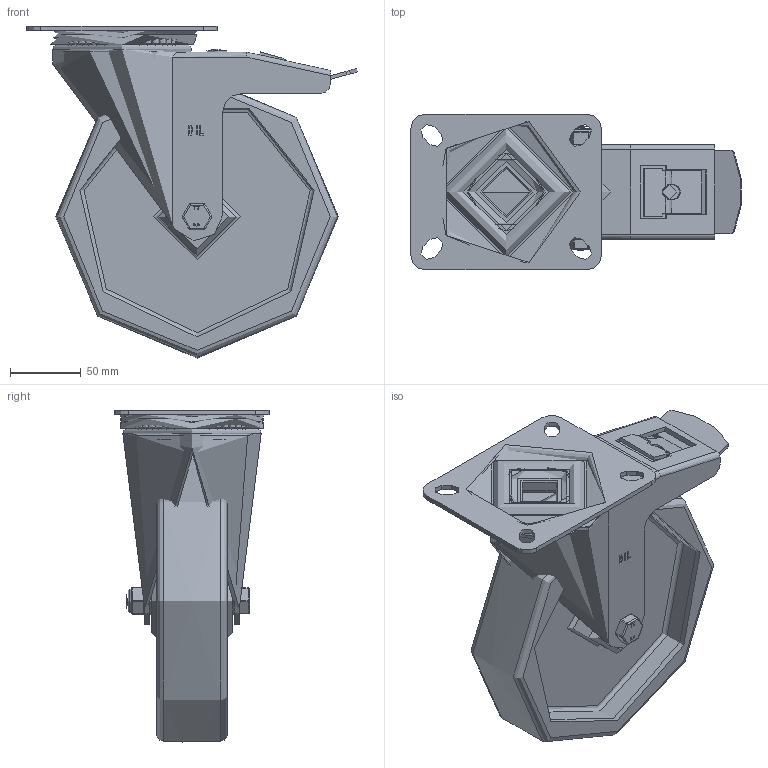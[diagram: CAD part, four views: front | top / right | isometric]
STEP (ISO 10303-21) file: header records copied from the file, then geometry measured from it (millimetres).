
FILE_DESCRIPTION(/* description */ ('','CAx-IF Rec.Pracs.---Representation and Presentation of Product Manufacturing Information (PMI)---4.0---2014-10-13'),/* implementation_level */ '2;1');
FILE_NAME(/* name */ 'BZMM200PNBSWB.step',/* time_stamp */ '2024-12-16T14:41:35Z',/* author */ (''),/* organization */ (''),/* preprocessor_version */ 'ST-DEVELOPER v20',/* originating_system */ 'Autodesk Translation Framework v13.20.0.188',/* authorisation */ '');
FILE_SCHEMA (('AP242_MANAGED_MODEL_BASED_3D_ENGINEERING_MIM_LF { 1 0 10303 442 1 1 4 }'));
Length unit declared in the file: millimetre
Products named in the file (31): BZMM200PNBSWB; BZMM200ASSWB v1; ZINC PLATED, PRESSED STEEL TOP PLATE; ZINC PLATED, PRESSED STEEL TOP PLATE Geometry; BALL BEARINGS; Component1; ZINC PLATED, PRESSED STEEL FORKS; BEARING SEAL; ZINC PLATED, PRESSED STEEL BRAKE PEDAL; BRAKE PAD; BRAKE PAD Geometry; BOLT; NUT; BRAKE BOLT; BZH200WPNRB v3; NYLON RIM; POLYURETHANE TYRE; RBM20X30X50 v1; NYLON ROLLER BEARING; NYLON CAGE; RIBS; Component5; CAP; TUBEM20X60 v1; ZINC PLATED STEEL TUBE; HEXBOLTM12X80Z8.8 v2; GRADE 8.8 ZINC PLATED BOLT; NYLOCM12Z v1; NYLOC NUT; NUT (1); RUBBER
Assembly tree (78 placements, depth 6):
  BZMM200PNBSWB
    BZMM200ASSWB v1
      ZINC PLATED, PRESSED STEEL TOP PLATE
        ZINC PLATED, PRESSED STEEL TOP PLATE Geometry
        BALL BEARINGS
          Component1  x40
      ZINC PLATED, PRESSED STEEL FORKS
      BEARING SEAL
      ZINC PLATED, PRESSED STEEL BRAKE PEDAL
      BRAKE PAD
        BRAKE PAD Geometry
        BOLT
        NUT
        BRAKE BOLT
    BZH200WPNRB v3
      NYLON RIM
      POLYURETHANE TYRE
      RBM20X30X50 v1
        NYLON ROLLER BEARING
          NYLON CAGE
          RIBS
            Component5  x10
      CAP
    TUBEM20X60 v1
      ZINC PLATED STEEL TUBE
    HEXBOLTM12X80Z8.8 v2
      GRADE 8.8 ZINC PLATED BOLT
    NYLOCM12Z v1
      NYLOC NUT
        NUT (1)
        RUBBER
Bounding box: 233.88 x 110 x 234.93 mm (x, y, z)
Volume: 1004166.9 mm3; surface area: 354245.8 mm2
Topology: 66 solids, 66 shells, 678 faces, 1716 edges, 1097 vertices
Faces by surface type: plane 332, cylinder 206, sphere 59, bspline 52, torus 21, cone 8
Full cylindrical faces by diameter (mm): 8 x3, 9.836 x18, 11 x2, 11.834 x18, 12 x3, 12.2 x2, 12.5 x1, 14 x3, 18 x1, 18.5 x1, 19.9 x1, 20 x1, 20.5 x2, 29.5 x1, 30 x1, 32 x2, 33.75 x1, 39.75 x1, 50 x1, 55 x2, 61 x1, 78 x1, 91 x1, 98 x1, 170 x4, 178 x2
Entity records: 28806 total; most frequent: CARTESIAN_POINT 13154, ORIENTED_EDGE 3084, DIRECTION 3065, EDGE_CURVE 1542, AXIS2_PLACEMENT_3D 1097, VERTEX_POINT 983, LINE 871, VECTOR 871
